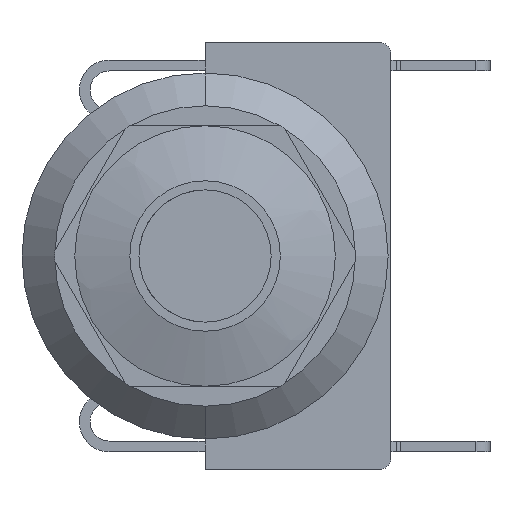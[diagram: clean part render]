
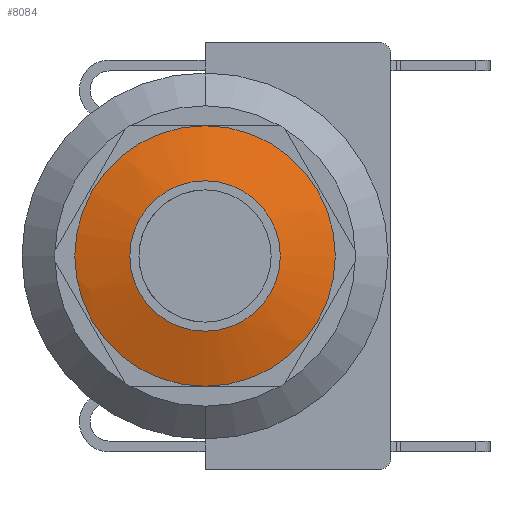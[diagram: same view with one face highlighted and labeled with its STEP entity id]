
A CAD part, left-side view. The second image highlights one B-rep face of the part: STEP entity #8084.
In plain terms, the highlighted spherical face has radius 15.88 mm.
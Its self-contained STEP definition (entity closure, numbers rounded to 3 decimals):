
#164 = CIRCLE ( 'NONE', #6881, 5.55 ) ;
#435 = ORIENTED_EDGE ( 'NONE', *, *, #3478, .F. ) ;
#532 = VERTEX_POINT ( 'NONE', #696 ) ;
#696 = CARTESIAN_POINT ( 'NONE',  ( -18.765, 0., -5.55 ) ) ;
#758 = DIRECTION ( 'NONE',  ( 0., 0., 1. ) ) ;
#962 = FACE_OUTER_BOUND ( 'NONE', #5087, .T. ) ;
#997 = ORIENTED_EDGE ( 'NONE', *, *, #4023, .T. ) ;
#1067 = ORIENTED_EDGE ( 'NONE', *, *, #5050, .T. ) ;
#1228 = CIRCLE ( 'NONE', #6620, 3.205 ) ;
#1283 = DIRECTION ( 'NONE',  ( -0.454, 0.89, 0.051 ) ) ;
#1440 = CIRCLE ( 'NONE', #6245, 5.55 ) ;
#2091 = SPHERICAL_SURFACE ( 'NONE', #3920, 15.88 ) ;
#2259 = DIRECTION ( 'NONE',  ( 1., 0., 0. ) ) ;
#2676 = CARTESIAN_POINT ( 'NONE',  ( -19.44, 0., -3.205 ) ) ;
#2853 = CARTESIAN_POINT ( 'NONE',  ( -3.887, 0., 0. ) ) ;
#3225 = CARTESIAN_POINT ( 'NONE',  ( -18.765, 0., 5.55 ) ) ;
#3245 = CARTESIAN_POINT ( 'NONE',  ( -19.44, 0., 0. ) ) ;
#3478 = EDGE_CURVE ( 'NONE', #532, #10119, #164, .T. ) ;
#3588 = AXIS2_PLACEMENT_3D ( 'NONE', #10429, #5569, #758 ) ;
#3640 = VERTEX_POINT ( 'NONE', #7587 ) ;
#3651 = CIRCLE ( 'NONE', #3588, 3.205 ) ;
#3920 = AXIS2_PLACEMENT_3D ( 'NONE', #2853, #6095, #1283 ) ;
#4023 = EDGE_CURVE ( 'NONE', #3640, #6034, #3651, .T. ) ;
#4066 = DIRECTION ( 'NONE',  ( 0., 0., 1. ) ) ;
#4156 = ORIENTED_EDGE ( 'NONE', *, *, #9217, .F. ) ;
#4178 = CARTESIAN_POINT ( 'NONE',  ( -18.765, 0., 0. ) ) ;
#4988 = DIRECTION ( 'NONE',  ( 0., -1., 0. ) ) ;
#5050 = EDGE_CURVE ( 'NONE', #6034, #3640, #1228, .T. ) ;
#5087 = EDGE_LOOP ( 'NONE', ( #435, #4156 ) ) ;
#5569 = DIRECTION ( 'NONE',  ( 1., 0., 0. ) ) ;
#6034 = VERTEX_POINT ( 'NONE', #2676 ) ;
#6095 = DIRECTION ( 'NONE',  ( -0.351, -0.231, 0.907 ) ) ;
#6245 = AXIS2_PLACEMENT_3D ( 'NONE', #7075, #2259, #7882 ) ;
#6620 = AXIS2_PLACEMENT_3D ( 'NONE', #3245, #8870, #4066 ) ;
#6881 = AXIS2_PLACEMENT_3D ( 'NONE', #4178, #9829, #4988 ) ;
#7075 = CARTESIAN_POINT ( 'NONE',  ( -18.765, 0., 0. ) ) ;
#7127 = FACE_BOUND ( 'NONE', #7447, .T. ) ;
#7447 = EDGE_LOOP ( 'NONE', ( #997, #1067 ) ) ;
#7587 = CARTESIAN_POINT ( 'NONE',  ( -19.44, 0., 3.205 ) ) ;
#7882 = DIRECTION ( 'NONE',  ( 0., -1., 0. ) ) ;
#8084 = ADVANCED_FACE ( 'NONE', ( #962, #7127 ), #2091, .T. ) ;
#8870 = DIRECTION ( 'NONE',  ( 1., 0., 0. ) ) ;
#9217 = EDGE_CURVE ( 'NONE', #10119, #532, #1440, .T. ) ;
#9829 = DIRECTION ( 'NONE',  ( 1., 0., 0. ) ) ;
#10119 = VERTEX_POINT ( 'NONE', #3225 ) ;
#10429 = CARTESIAN_POINT ( 'NONE',  ( -19.44, 0., 0. ) ) ;
